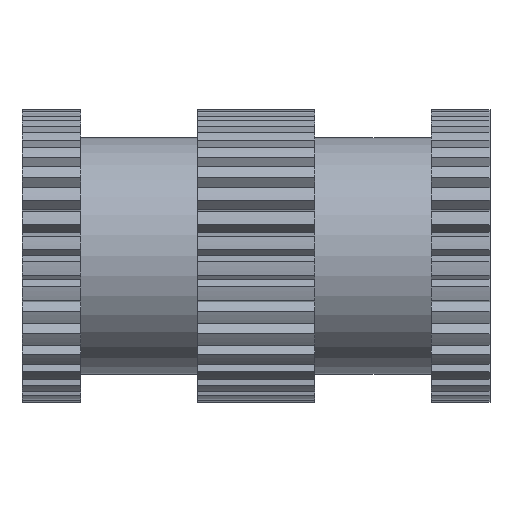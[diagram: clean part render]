
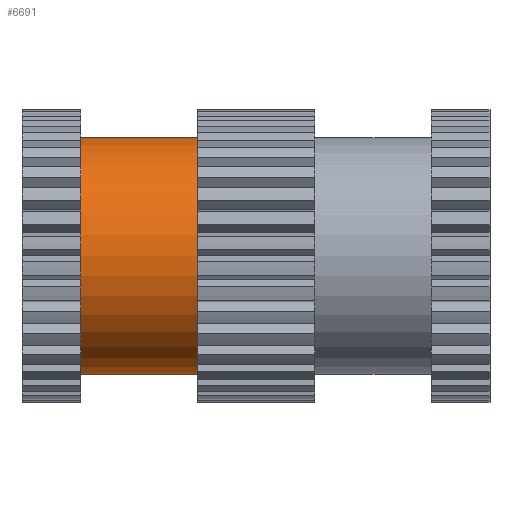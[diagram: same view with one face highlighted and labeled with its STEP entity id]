
A CAD part, top view. The second image highlights one B-rep face of the part: STEP entity #6691.
In plain terms, the highlighted cylindrical face has radius 2.025 mm (diameter 4.05 mm), a full revolution.
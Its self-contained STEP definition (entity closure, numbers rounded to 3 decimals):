
#123=CYLINDRICAL_SURFACE('',#7258,2.025);
#349=CIRCLE('',#7253,2.025);
#352=CIRCLE('',#7259,2.025);
#682=FACE_OUTER_BOUND('',#1019,.T.);
#1019=EDGE_LOOP('',(#5911,#5912,#5913,#5914));
#1783=LINE('',#11096,#2542);
#2542=VECTOR('',#9122,2.025);
#3194=VERTEX_POINT('',#11086);
#3196=VERTEX_POINT('',#11095);
#4171=EDGE_CURVE('',#3194,#3194,#349,.T.);
#4175=EDGE_CURVE('',#3194,#3196,#1783,.T.);
#4176=EDGE_CURVE('',#3196,#3196,#352,.T.);
#5911=ORIENTED_EDGE('',*,*,#4171,.F.);
#5912=ORIENTED_EDGE('',*,*,#4175,.T.);
#5913=ORIENTED_EDGE('',*,*,#4176,.T.);
#5914=ORIENTED_EDGE('',*,*,#4175,.F.);
#6691=ADVANCED_FACE('',(#682),#123,.T.);
#7253=AXIS2_PLACEMENT_3D('',#11087,#9109,#9110);
#7258=AXIS2_PLACEMENT_3D('',#11094,#9120,#9121);
#7259=AXIS2_PLACEMENT_3D('',#11097,#9123,#9124);
#9109=DIRECTION('center_axis',(-1.,0.,0.));
#9110=DIRECTION('ref_axis',(0.,0.,1.));
#9120=DIRECTION('center_axis',(1.,0.,0.));
#9121=DIRECTION('ref_axis',(0.,0.,1.));
#9122=DIRECTION('',(1.,0.,0.));
#9123=DIRECTION('center_axis',(-1.,0.,0.));
#9124=DIRECTION('ref_axis',(0.,0.,1.));
#11086=CARTESIAN_POINT('',(11.4,50.,-2.025));
#11087=CARTESIAN_POINT('Origin',(11.4,50.,0.));
#11094=CARTESIAN_POINT('Origin',(10.4,50.,0.));
#11095=CARTESIAN_POINT('',(13.4,50.,-2.025));
#11096=CARTESIAN_POINT('',(10.4,50.,-2.025));
#11097=CARTESIAN_POINT('Origin',(13.4,50.,0.));
